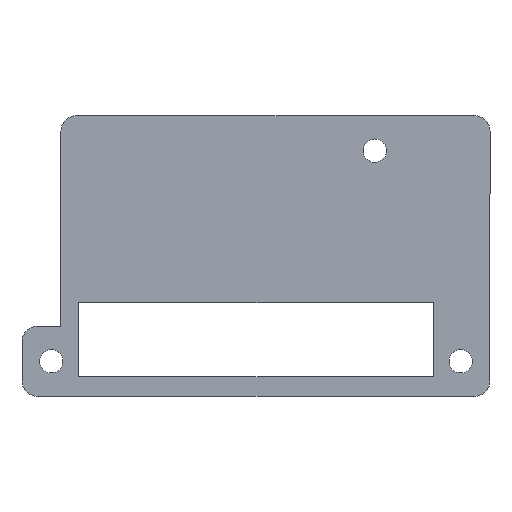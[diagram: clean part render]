
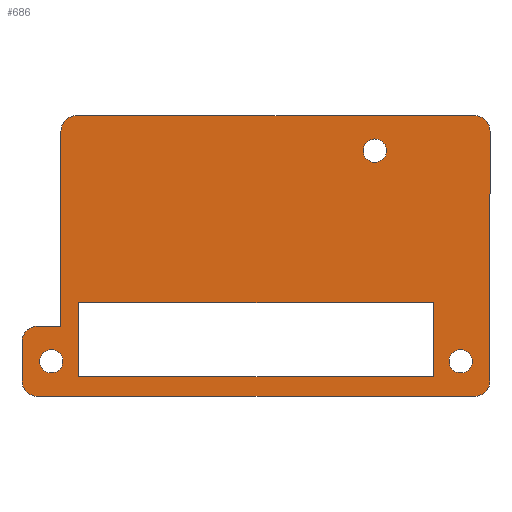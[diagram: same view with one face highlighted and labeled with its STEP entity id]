
A CAD part, front view. The second image highlights one B-rep face of the part: STEP entity #686.
In plain terms, the highlighted planar face has unit normal (0, -1, 0).
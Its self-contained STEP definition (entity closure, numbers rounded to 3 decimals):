
#31=FACE_BOUND('',#131,.T.);
#32=FACE_BOUND('',#132,.T.);
#33=FACE_BOUND('',#133,.T.);
#34=FACE_BOUND('',#134,.T.);
#51=CIRCLE('',#746,1.5);
#52=CIRCLE('',#748,1.5);
#53=CIRCLE('',#750,1.5);
#54=CIRCLE('',#752,2.);
#55=CIRCLE('',#755,2.);
#56=CIRCLE('',#758,2.);
#57=CIRCLE('',#761,2.);
#58=CIRCLE('',#764,2.);
#92=FACE_OUTER_BOUND('',#130,.T.);
#130=EDGE_LOOP('',(#613,#614,#615,#616,#617,#618,#619,#620,#621,#622,#623));
#131=EDGE_LOOP('',(#624,#625,#626,#627));
#132=EDGE_LOOP('',(#628));
#133=EDGE_LOOP('',(#629));
#134=EDGE_LOOP('',(#630));
#135=LINE('',#962,#207);
#143=LINE('',#978,#215);
#148=LINE('',#988,#220);
#151=LINE('',#993,#223);
#192=LINE('',#1116,#264);
#195=LINE('',#1124,#267);
#198=LINE('',#1132,#270);
#201=LINE('',#1140,#273);
#204=LINE('',#1148,#276);
#206=LINE('',#1151,#278);
#207=VECTOR('',#772,10.);
#215=VECTOR('',#782,10.);
#220=VECTOR('',#789,10.);
#223=VECTOR('',#794,10.);
#264=VECTOR('',#915,10.);
#267=VECTOR('',#924,10.);
#270=VECTOR('',#933,10.);
#273=VECTOR('',#942,10.);
#276=VECTOR('',#951,10.);
#278=VECTOR('',#955,10.);
#279=VERTEX_POINT('',#960);
#280=VERTEX_POINT('',#961);
#287=VERTEX_POINT('',#977);
#291=VERTEX_POINT('',#987);
#329=VERTEX_POINT('',#1097);
#330=VERTEX_POINT('',#1101);
#331=VERTEX_POINT('',#1105);
#332=VERTEX_POINT('',#1109);
#333=VERTEX_POINT('',#1110);
#334=VERTEX_POINT('',#1115);
#335=VERTEX_POINT('',#1119);
#336=VERTEX_POINT('',#1123);
#337=VERTEX_POINT('',#1127);
#338=VERTEX_POINT('',#1131);
#339=VERTEX_POINT('',#1135);
#340=VERTEX_POINT('',#1139);
#341=VERTEX_POINT('',#1143);
#342=VERTEX_POINT('',#1147);
#343=EDGE_CURVE('',#279,#280,#135,.T.);
#351=EDGE_CURVE('',#280,#287,#143,.T.);
#356=EDGE_CURVE('',#287,#291,#148,.T.);
#359=EDGE_CURVE('',#291,#279,#151,.T.);
#412=EDGE_CURVE('',#329,#329,#51,.T.);
#414=EDGE_CURVE('',#330,#330,#52,.T.);
#416=EDGE_CURVE('',#331,#331,#53,.T.);
#417=EDGE_CURVE('',#332,#333,#54,.T.);
#420=EDGE_CURVE('',#333,#334,#192,.T.);
#422=EDGE_CURVE('',#334,#335,#55,.T.);
#424=EDGE_CURVE('',#335,#336,#195,.T.);
#426=EDGE_CURVE('',#336,#337,#56,.T.);
#428=EDGE_CURVE('',#337,#338,#198,.T.);
#430=EDGE_CURVE('',#338,#339,#57,.T.);
#432=EDGE_CURVE('',#339,#340,#201,.T.);
#434=EDGE_CURVE('',#340,#341,#58,.T.);
#436=EDGE_CURVE('',#341,#342,#204,.T.);
#438=EDGE_CURVE('',#342,#332,#206,.T.);
#613=ORIENTED_EDGE('',*,*,#438,.T.);
#614=ORIENTED_EDGE('',*,*,#417,.T.);
#615=ORIENTED_EDGE('',*,*,#420,.T.);
#616=ORIENTED_EDGE('',*,*,#422,.T.);
#617=ORIENTED_EDGE('',*,*,#424,.T.);
#618=ORIENTED_EDGE('',*,*,#426,.T.);
#619=ORIENTED_EDGE('',*,*,#428,.T.);
#620=ORIENTED_EDGE('',*,*,#430,.T.);
#621=ORIENTED_EDGE('',*,*,#432,.T.);
#622=ORIENTED_EDGE('',*,*,#434,.T.);
#623=ORIENTED_EDGE('',*,*,#436,.T.);
#624=ORIENTED_EDGE('',*,*,#356,.T.);
#625=ORIENTED_EDGE('',*,*,#359,.T.);
#626=ORIENTED_EDGE('',*,*,#343,.T.);
#627=ORIENTED_EDGE('',*,*,#351,.T.);
#628=ORIENTED_EDGE('',*,*,#412,.T.);
#629=ORIENTED_EDGE('',*,*,#414,.T.);
#630=ORIENTED_EDGE('',*,*,#416,.T.);
#652=PLANE('',#767);
#686=ADVANCED_FACE('',(#92,#31,#32,#33,#34),#652,.T.);
#746=AXIS2_PLACEMENT_3D('',#1099,#895,#896);
#748=AXIS2_PLACEMENT_3D('',#1103,#900,#901);
#750=AXIS2_PLACEMENT_3D('',#1107,#905,#906);
#752=AXIS2_PLACEMENT_3D('',#1111,#909,#910);
#755=AXIS2_PLACEMENT_3D('',#1120,#919,#920);
#758=AXIS2_PLACEMENT_3D('',#1128,#928,#929);
#761=AXIS2_PLACEMENT_3D('',#1136,#937,#938);
#764=AXIS2_PLACEMENT_3D('',#1144,#946,#947);
#767=AXIS2_PLACEMENT_3D('',#1152,#956,#957);
#772=DIRECTION('',(-1.,0.,0.));
#782=DIRECTION('',(0.,0.,1.));
#789=DIRECTION('',(1.,0.,0.));
#794=DIRECTION('',(0.,0.,-1.));
#895=DIRECTION('center_axis',(0.,1.,0.));
#896=DIRECTION('ref_axis',(1.,0.,0.));
#900=DIRECTION('center_axis',(0.,1.,0.));
#901=DIRECTION('ref_axis',(1.,0.,0.));
#905=DIRECTION('center_axis',(0.,1.,0.));
#906=DIRECTION('ref_axis',(1.,0.,0.));
#909=DIRECTION('center_axis',(0.,-1.,0.));
#910=DIRECTION('ref_axis',(1.,0.,0.));
#915=DIRECTION('',(0.,0.,-1.));
#919=DIRECTION('center_axis',(0.,-1.,0.));
#920=DIRECTION('ref_axis',(0.,0.,1.));
#924=DIRECTION('',(1.,0.,0.));
#928=DIRECTION('center_axis',(0.,-1.,0.));
#929=DIRECTION('ref_axis',(-1.,0.,0.));
#933=DIRECTION('',(0.,0.,1.));
#937=DIRECTION('center_axis',(0.,-1.,0.));
#938=DIRECTION('ref_axis',(0.,0.,-1.));
#942=DIRECTION('',(-1.,0.,0.));
#946=DIRECTION('center_axis',(0.,-1.,0.));
#947=DIRECTION('ref_axis',(1.,0.,0.));
#951=DIRECTION('',(0.,0.,-1.));
#955=DIRECTION('',(-1.,0.,0.));
#956=DIRECTION('center_axis',(0.,-1.,0.));
#957=DIRECTION('ref_axis',(0.,0.,-1.));
#960=CARTESIAN_POINT('',(-7.25,0.,-33.5));
#961=CARTESIAN_POINT('',(-52.75,0.,-33.5));
#962=CARTESIAN_POINT('',(-40.897,0.,-33.5));
#977=CARTESIAN_POINT('',(-52.75,0.,-24.));
#978=CARTESIAN_POINT('',(-52.75,0.,-21.326));
#987=CARTESIAN_POINT('',(-7.25,0.,-24.));
#988=CARTESIAN_POINT('',(-18.147,0.,-24.));
#993=CARTESIAN_POINT('',(-7.25,0.,-26.076));
#1097=CARTESIAN_POINT('',(-5.25,0.,-31.5));
#1099=CARTESIAN_POINT('Origin',(-3.75,0.,-31.5));
#1101=CARTESIAN_POINT('',(-57.75,0.,-31.5));
#1103=CARTESIAN_POINT('Origin',(-56.25,0.,-31.5));
#1105=CARTESIAN_POINT('',(-16.25,0.,-4.5));
#1107=CARTESIAN_POINT('Origin',(-14.75,0.,-4.5));
#1109=CARTESIAN_POINT('',(-58.,0.,-27.));
#1110=CARTESIAN_POINT('',(-60.,0.,-29.));
#1111=CARTESIAN_POINT('Origin',(-58.,0.,-29.));
#1115=CARTESIAN_POINT('',(-60.,0.,-34.));
#1116=CARTESIAN_POINT('',(-60.,0.,-29.));
#1119=CARTESIAN_POINT('',(-58.,0.,-36.));
#1120=CARTESIAN_POINT('Origin',(-58.,0.,-34.));
#1123=CARTESIAN_POINT('',(-2.,0.,-36.));
#1124=CARTESIAN_POINT('',(-58.,0.,-36.));
#1127=CARTESIAN_POINT('',(0.,0.,-34.));
#1128=CARTESIAN_POINT('Origin',(-2.,0.,-34.));
#1131=CARTESIAN_POINT('',(0.,0.,-2.));
#1132=CARTESIAN_POINT('',(0.,0.,-34.));
#1135=CARTESIAN_POINT('',(-2.,0.,0.));
#1136=CARTESIAN_POINT('Origin',(-2.,0.,-2.));
#1139=CARTESIAN_POINT('',(-53.,0.,0.));
#1140=CARTESIAN_POINT('',(-2.,0.,0.));
#1143=CARTESIAN_POINT('',(-55.,0.,-2.));
#1144=CARTESIAN_POINT('Origin',(-53.,0.,-2.));
#1147=CARTESIAN_POINT('',(-55.,0.,-27.));
#1148=CARTESIAN_POINT('',(-55.,0.,-2.));
#1151=CARTESIAN_POINT('',(-55.,0.,-27.));
#1152=CARTESIAN_POINT('Origin',(-29.043,0.,-18.653));
